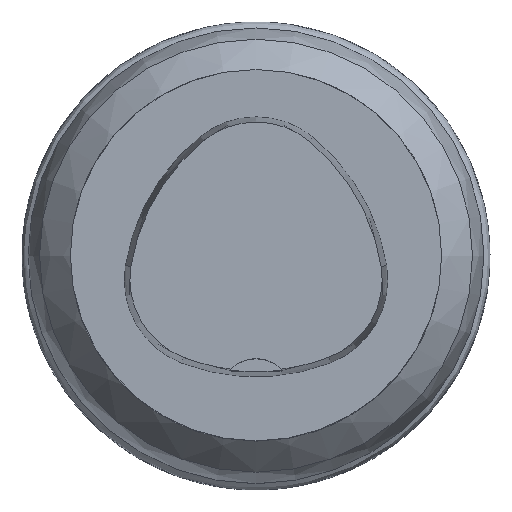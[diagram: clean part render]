
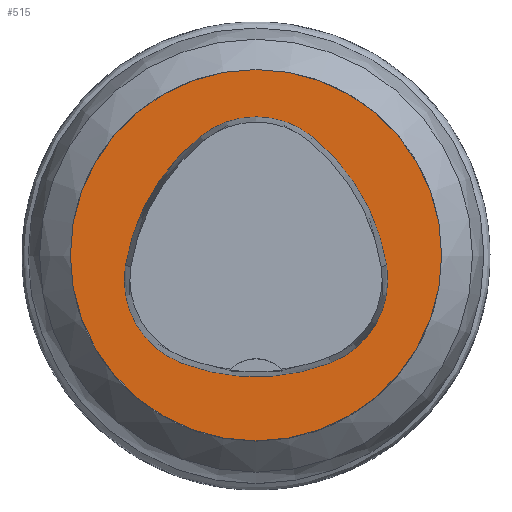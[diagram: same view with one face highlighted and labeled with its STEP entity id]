
A CAD part, top view. The second image highlights one B-rep face of the part: STEP entity #515.
In plain terms, the highlighted planar face has unit normal (0, 0, 1).
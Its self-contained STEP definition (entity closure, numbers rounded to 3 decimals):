
#173=PLANE('',#771);
#242=EDGE_LOOP('',(#339,#340,#341,#342,#343,#344));
#243=EDGE_LOOP('',(#345));
#339=ORIENTED_EDGE('',*,*,#416,.T.);
#340=ORIENTED_EDGE('',*,*,#414,.T.);
#341=ORIENTED_EDGE('',*,*,#412,.T.);
#342=ORIENTED_EDGE('',*,*,#410,.T.);
#343=ORIENTED_EDGE('',*,*,#408,.T.);
#344=ORIENTED_EDGE('',*,*,#406,.T.);
#345=ORIENTED_EDGE('',*,*,#429,.F.);
#406=EDGE_CURVE('',#583,#582,#465,.T.);
#408=EDGE_CURVE('',#584,#583,#466,.T.);
#410=EDGE_CURVE('',#585,#584,#467,.T.);
#412=EDGE_CURVE('',#586,#585,#468,.T.);
#414=EDGE_CURVE('',#587,#586,#469,.T.);
#416=EDGE_CURVE('',#582,#587,#470,.T.);
#429=EDGE_CURVE('',#596,#596,#471,.T.);
#465=CIRCLE('',#748,28.);
#466=CIRCLE('',#750,12.);
#467=CIRCLE('',#752,28.);
#468=CIRCLE('',#754,12.);
#469=CIRCLE('',#756,28.);
#470=CIRCLE('',#758,12.);
#471=CIRCLE('',#770,25.);
#515=ADVANCED_FACE('',(#549,#550),#173,.T.);
#549=FACE_BOUND('',#242,.T.);
#550=FACE_BOUND('',#243,.T.);
#582=VERTEX_POINT('',#5942);
#583=VERTEX_POINT('',#5944);
#584=VERTEX_POINT('',#5948);
#585=VERTEX_POINT('',#5952);
#586=VERTEX_POINT('',#5956);
#587=VERTEX_POINT('',#5960);
#596=VERTEX_POINT('',#5992);
#748=AXIS2_PLACEMENT_3D('',#5943,#884,#885);
#750=AXIS2_PLACEMENT_3D('',#5947,#889,#890);
#752=AXIS2_PLACEMENT_3D('',#5951,#894,#895);
#754=AXIS2_PLACEMENT_3D('',#5955,#899,#900);
#756=AXIS2_PLACEMENT_3D('',#5959,#904,#905);
#758=AXIS2_PLACEMENT_3D('',#5963,#909,#910);
#770=AXIS2_PLACEMENT_3D('',#5991,#941,#942);
#771=AXIS2_PLACEMENT_3D('',#5993,#943,#944);
#884=DIRECTION('',(0.,0.,-1.));
#885=DIRECTION('',(-1.,0.,0.));
#889=DIRECTION('',(0.,0.,-1.));
#890=DIRECTION('',(-1.,0.,0.));
#894=DIRECTION('',(0.,0.,-1.));
#895=DIRECTION('',(-1.,0.,0.));
#899=DIRECTION('',(0.,0.,-1.));
#900=DIRECTION('',(-1.,0.,0.));
#904=DIRECTION('',(0.,0.,-1.));
#905=DIRECTION('',(-1.,0.,0.));
#909=DIRECTION('',(0.,0.,-1.));
#910=DIRECTION('',(-1.,0.,0.));
#941=DIRECTION('',(0.,0.,-1.));
#942=DIRECTION('',(-1.,0.,0.));
#943=DIRECTION('',(0.,0.,1.));
#944=DIRECTION('',(1.,0.,0.));
#5942=CARTESIAN_POINT('',(-10.025,-14.516,0.));
#5943=CARTESIAN_POINT('',(-0.01,11.631,0.));
#5944=CARTESIAN_POINT('',(10.05,-14.499,0.));
#5947=CARTESIAN_POINT('',(5.739,-3.3,0.));
#5948=CARTESIAN_POINT('',(17.59,-1.418,0.));
#5951=CARTESIAN_POINT('',(-10.063,-5.81,0.));
#5952=CARTESIAN_POINT('',(7.567,15.942,0.));
#5955=CARTESIAN_POINT('',(0.011,6.62,0.));
#5956=CARTESIAN_POINT('',(-7.531,15.953,0.));
#5959=CARTESIAN_POINT('',(10.068,-5.824,0.));
#5960=CARTESIAN_POINT('',(-17.584,-1.424,0.));
#5963=CARTESIAN_POINT('',(-5.733,-3.31,0.));
#5991=CARTESIAN_POINT('',(0.,0.,0.));
#5992=CARTESIAN_POINT('',(-25.,0.,0.));
#5993=CARTESIAN_POINT('',(0.,0.,0.));
